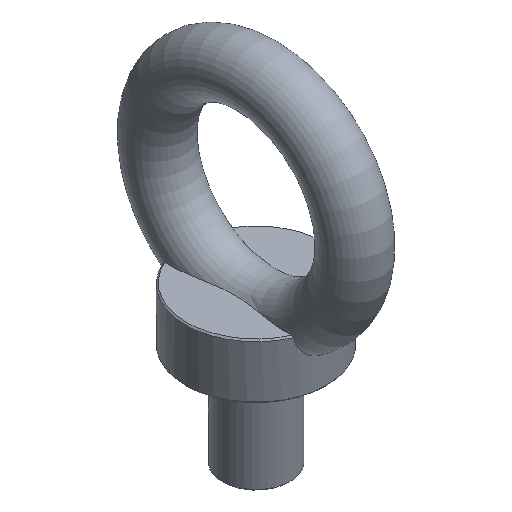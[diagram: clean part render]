
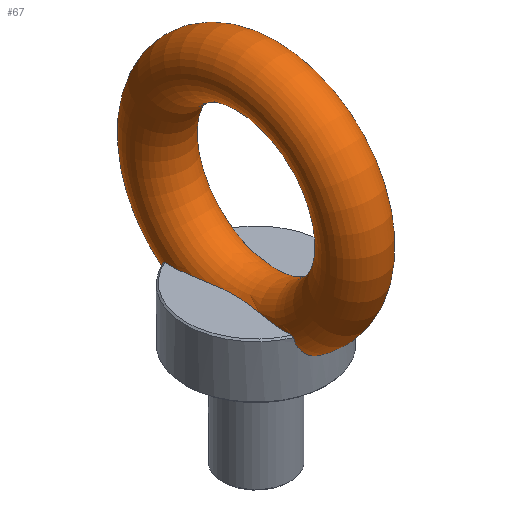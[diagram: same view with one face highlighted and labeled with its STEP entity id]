
A CAD part, isometric view. The second image highlights one B-rep face of the part: STEP entity #67.
In plain terms, the highlighted toroidal (fillet/blend) face has major radius 35 mm and minor radius 10 mm.
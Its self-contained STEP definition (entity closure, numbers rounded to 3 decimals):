
#42=TOROIDAL_SURFACE('',#197,35.,10.);
#56=FACE_OUTER_BOUND('',#103,.T.);
#67=ADVANCED_FACE('',(#56),#42,.T.);
#70=B_SPLINE_CURVE_WITH_KNOTS('',3,(#243,#244,#245,#246,#247,#248,#249,
#250,#251,#252),.UNSPECIFIED.,.F.,.F.,(4,2,2,2,4),(0.,0.25,0.5,0.75,1.),
 .UNSPECIFIED.);
#71=B_SPLINE_CURVE_WITH_KNOTS('',3,(#257,#258,#259,#260,#261,#262,#263,
#264,#265,#266),.UNSPECIFIED.,.F.,.F.,(4,2,2,2,4),(0.,0.25,0.5,0.75,1.),
 .UNSPECIFIED.);
#72=B_SPLINE_CURVE_WITH_KNOTS('',3,(#273,#274,#275,#276,#277,#278,#279,
#280),.UNSPECIFIED.,.F.,.F.,(4,2,2,4),(0.,0.25,0.5,1.),.UNSPECIFIED.);
#73=B_SPLINE_CURVE_WITH_KNOTS('',3,(#285,#286,#287,#288,#289,#290,#291,
#292),.UNSPECIFIED.,.F.,.F.,(4,2,2,4),(0.,0.5,0.75,1.),.UNSPECIFIED.);
#74=B_SPLINE_CURVE_WITH_KNOTS('',3,(#294,#295,#296,#297),.UNSPECIFIED.,
 .F.,.F.,(4,4),(0.,1.),.UNSPECIFIED.);
#75=B_SPLINE_CURVE_WITH_KNOTS('',3,(#298,#299,#300,#301),.UNSPECIFIED.,
 .F.,.F.,(4,4),(0.,1.),.UNSPECIFIED.);
#76=B_SPLINE_CURVE_WITH_KNOTS('',3,(#303,#304,#305,#306),.UNSPECIFIED.,
 .F.,.F.,(4,4),(0.,1.),.UNSPECIFIED.);
#77=B_SPLINE_CURVE_WITH_KNOTS('',3,(#307,#308,#309,#310),.UNSPECIFIED.,
 .F.,.F.,(4,4),(0.,1.),.UNSPECIFIED.);
#103=EDGE_LOOP('',(#130,#131,#132,#133,#134,#135,#136,#137));
#130=ORIENTED_EDGE('',*,*,#152,.T.);
#131=ORIENTED_EDGE('',*,*,#163,.T.);
#132=ORIENTED_EDGE('',*,*,#159,.F.);
#133=ORIENTED_EDGE('',*,*,#162,.T.);
#134=ORIENTED_EDGE('',*,*,#154,.T.);
#135=ORIENTED_EDGE('',*,*,#161,.T.);
#136=ORIENTED_EDGE('',*,*,#157,.F.);
#137=ORIENTED_EDGE('',*,*,#160,.T.);
#139=VERTEX_POINT('',#253);
#140=VERTEX_POINT('',#254);
#141=VERTEX_POINT('',#256);
#142=VERTEX_POINT('',#267);
#143=VERTEX_POINT('',#271);
#144=VERTEX_POINT('',#272);
#145=VERTEX_POINT('',#283);
#146=VERTEX_POINT('',#284);
#152=EDGE_CURVE('',#139,#140,#70,.T.);
#154=EDGE_CURVE('',#142,#141,#71,.T.);
#157=EDGE_CURVE('',#144,#143,#72,.T.);
#159=EDGE_CURVE('',#146,#145,#73,.T.);
#160=EDGE_CURVE('',#144,#139,#74,.T.);
#161=EDGE_CURVE('',#141,#143,#75,.T.);
#162=EDGE_CURVE('',#146,#142,#76,.T.);
#163=EDGE_CURVE('',#140,#145,#77,.T.);
#197=AXIS2_PLACEMENT_3D('',#325,#238,#239);
#238=DIRECTION('',(1.,0.,0.));
#239=DIRECTION('',(0.,0.,-1.));
#243=CARTESIAN_POINT('',(9.795,23.001,19.));
#244=CARTESIAN_POINT('',(9.393,23.172,16.642));
#245=CARTESIAN_POINT('',(8.315,23.649,14.463));
#246=CARTESIAN_POINT('',(4.747,24.615,11.392));
#247=CARTESIAN_POINT('',(2.388,24.999,10.585));
#248=CARTESIAN_POINT('',(-2.374,25.001,10.582));
#249=CARTESIAN_POINT('',(-4.753,24.612,11.403));
#250=CARTESIAN_POINT('',(-8.28,23.66,14.426));
#251=CARTESIAN_POINT('',(-9.393,23.173,16.639));
#252=CARTESIAN_POINT('',(-9.795,23.001,19.));
#253=CARTESIAN_POINT('',(9.795,23.001,19.));
#254=CARTESIAN_POINT('',(-9.795,23.001,19.));
#256=CARTESIAN_POINT('',(9.795,-23.001,19.));
#257=CARTESIAN_POINT('',(-9.795,-23.001,19.));
#258=CARTESIAN_POINT('',(-9.393,-23.172,16.642));
#259=CARTESIAN_POINT('',(-8.315,-23.649,14.463));
#260=CARTESIAN_POINT('',(-4.747,-24.615,11.392));
#261=CARTESIAN_POINT('',(-2.388,-24.999,10.585));
#262=CARTESIAN_POINT('',(2.374,-25.001,10.582));
#263=CARTESIAN_POINT('',(4.753,-24.612,11.403));
#264=CARTESIAN_POINT('',(8.28,-23.66,14.426));
#265=CARTESIAN_POINT('',(9.393,-23.173,16.639));
#266=CARTESIAN_POINT('',(9.795,-23.001,19.));
#267=CARTESIAN_POINT('',(-9.795,-23.001,19.));
#271=CARTESIAN_POINT('',(9.922,-22.401,19.5));
#272=CARTESIAN_POINT('',(9.922,22.401,19.5));
#273=CARTESIAN_POINT('',(9.922,22.401,19.5));
#274=CARTESIAN_POINT('',(10.215,18.632,19.5));
#275=CARTESIAN_POINT('',(9.641,14.842,19.5));
#276=CARTESIAN_POINT('',(8.313,7.401,19.5));
#277=CARTESIAN_POINT('',(7.593,3.666,19.5));
#278=CARTESIAN_POINT('',(7.611,-7.493,19.5));
#279=CARTESIAN_POINT('',(10.511,-14.834,19.5));
#280=CARTESIAN_POINT('',(9.922,-22.401,19.5));
#283=CARTESIAN_POINT('',(-9.922,22.401,19.5));
#284=CARTESIAN_POINT('',(-9.922,-22.401,19.5));
#285=CARTESIAN_POINT('',(-9.922,-22.401,19.5));
#286=CARTESIAN_POINT('',(-10.509,-14.859,19.5));
#287=CARTESIAN_POINT('',(-7.61,-7.612,19.5));
#288=CARTESIAN_POINT('',(-7.594,3.735,19.5));
#289=CARTESIAN_POINT('',(-8.324,7.458,19.5));
#290=CARTESIAN_POINT('',(-9.648,14.888,19.5));
#291=CARTESIAN_POINT('',(-10.212,18.669,19.5));
#292=CARTESIAN_POINT('',(-9.922,22.401,19.5));
#294=CARTESIAN_POINT('',(9.922,22.401,19.5));
#295=CARTESIAN_POINT('',(9.889,22.601,19.331));
#296=CARTESIAN_POINT('',(9.847,22.801,19.164));
#297=CARTESIAN_POINT('',(9.795,23.001,19.));
#298=CARTESIAN_POINT('',(9.795,-23.001,19.));
#299=CARTESIAN_POINT('',(9.847,-22.801,19.164));
#300=CARTESIAN_POINT('',(9.889,-22.601,19.331));
#301=CARTESIAN_POINT('',(9.922,-22.401,19.5));
#303=CARTESIAN_POINT('',(-9.922,-22.401,19.5));
#304=CARTESIAN_POINT('',(-9.889,-22.601,19.331));
#305=CARTESIAN_POINT('',(-9.847,-22.801,19.164));
#306=CARTESIAN_POINT('',(-9.795,-23.001,19.));
#307=CARTESIAN_POINT('',(-9.795,23.001,19.));
#308=CARTESIAN_POINT('',(-9.847,22.801,19.164));
#309=CARTESIAN_POINT('',(-9.889,22.601,19.331));
#310=CARTESIAN_POINT('',(-9.922,22.401,19.5));
#325=CARTESIAN_POINT('',(0.,0.,48.));
